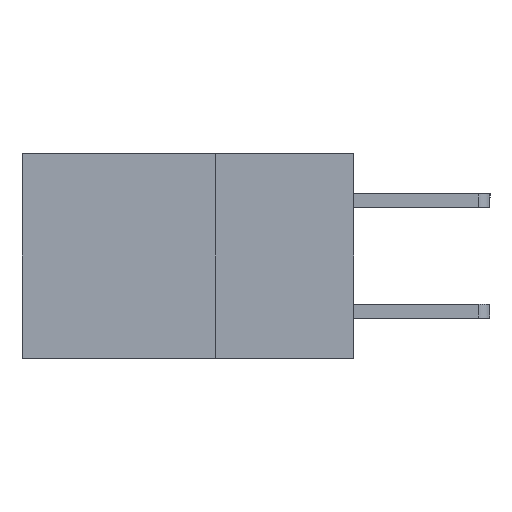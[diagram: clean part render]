
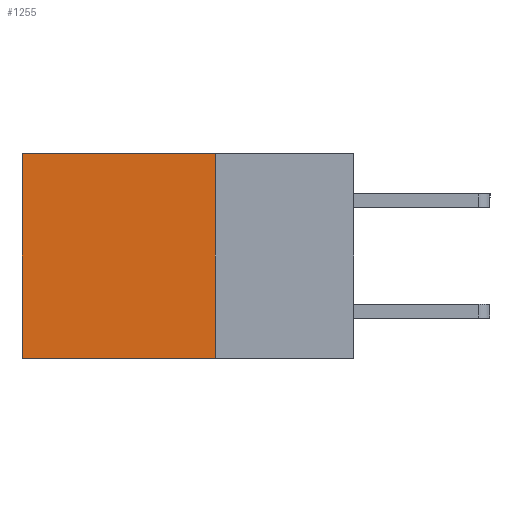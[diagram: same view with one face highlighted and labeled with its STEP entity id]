
A CAD part, left-side view. The second image highlights one B-rep face of the part: STEP entity #1255.
In plain terms, the highlighted planar face has unit normal (-1, 0, 0).
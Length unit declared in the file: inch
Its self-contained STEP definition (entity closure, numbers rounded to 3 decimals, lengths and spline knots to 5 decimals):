
#12 = CARTESIAN_POINT ( 'NONE',  ( 0.2875, 0.25, 0. ) ) ;
#77 = LINE ( 'NONE', #2047, #5665 ) ;
#145 = FACE_OUTER_BOUND ( 'NONE', #10125, .T. ) ;
#236 = CARTESIAN_POINT ( 'NONE',  ( 0.2875, 0.25, -0.37 ) ) ;
#534 = VERTEX_POINT ( 'NONE', #9208 ) ;
#1255 = ADVANCED_FACE ( 'NONE', ( #145 ), #7735, .F. ) ;
#1517 = ORIENTED_EDGE ( 'NONE', *, *, #2755, .F. ) ;
#1585 = CARTESIAN_POINT ( 'NONE',  ( 0.2875, 0.25, 0. ) ) ;
#1959 = LINE ( 'NONE', #236, #3416 ) ;
#2047 = CARTESIAN_POINT ( 'NONE',  ( 0.2875, 0.6, 0. ) ) ;
#2434 = ORIENTED_EDGE ( 'NONE', *, *, #5426, .F. ) ;
#2755 = EDGE_CURVE ( 'NONE', #4785, #5555, #9592, .T. ) ;
#3416 = VECTOR ( 'NONE', #10422, 39.37008 ) ;
#3712 = CARTESIAN_POINT ( 'NONE',  ( 0.2875, 0.25, 0. ) ) ;
#4785 = VERTEX_POINT ( 'NONE', #3712 ) ;
#5426 = EDGE_CURVE ( 'NONE', #5555, #534, #1959, .T. ) ;
#5474 = VECTOR ( 'NONE', #7666, 39.37008 ) ;
#5555 = VERTEX_POINT ( 'NONE', #10794 ) ;
#5665 = VECTOR ( 'NONE', #5824, 39.37008 ) ;
#5824 = DIRECTION ( 'NONE',  ( 0., 0., -1. ) ) ;
#6638 = VERTEX_POINT ( 'NONE', #10362 ) ;
#6807 = CARTESIAN_POINT ( 'NONE',  ( 0.2875, 0.25, 0. ) ) ;
#6885 = ORIENTED_EDGE ( 'NONE', *, *, #11821, .T. ) ;
#7666 = DIRECTION ( 'NONE',  ( 0., 0., -1. ) ) ;
#7735 = PLANE ( 'NONE',  #9203 ) ;
#7790 = DIRECTION ( 'NONE',  ( 1., 0., 0. ) ) ;
#8404 = EDGE_CURVE ( 'NONE', #4785, #6638, #11680, .T. ) ;
#8930 = ORIENTED_EDGE ( 'NONE', *, *, #8404, .T. ) ;
#8964 = VECTOR ( 'NONE', #9026, 39.37008 ) ;
#9026 = DIRECTION ( 'NONE',  ( 0., 1., 0. ) ) ;
#9203 = AXIS2_PLACEMENT_3D ( 'NONE', #6807, #7790, #11418 ) ;
#9208 = CARTESIAN_POINT ( 'NONE',  ( 0.2875, 0.6, -0.37 ) ) ;
#9592 = LINE ( 'NONE', #12, #5474 ) ;
#10125 = EDGE_LOOP ( 'NONE', ( #6885, #2434, #1517, #8930 ) ) ;
#10362 = CARTESIAN_POINT ( 'NONE',  ( 0.2875, 0.6, 0. ) ) ;
#10422 = DIRECTION ( 'NONE',  ( 0., 1., 0. ) ) ;
#10794 = CARTESIAN_POINT ( 'NONE',  ( 0.2875, 0.25, -0.37 ) ) ;
#11418 = DIRECTION ( 'NONE',  ( 0., 0., -1. ) ) ;
#11680 = LINE ( 'NONE', #1585, #8964 ) ;
#11821 = EDGE_CURVE ( 'NONE', #6638, #534, #77, .T. ) ;
